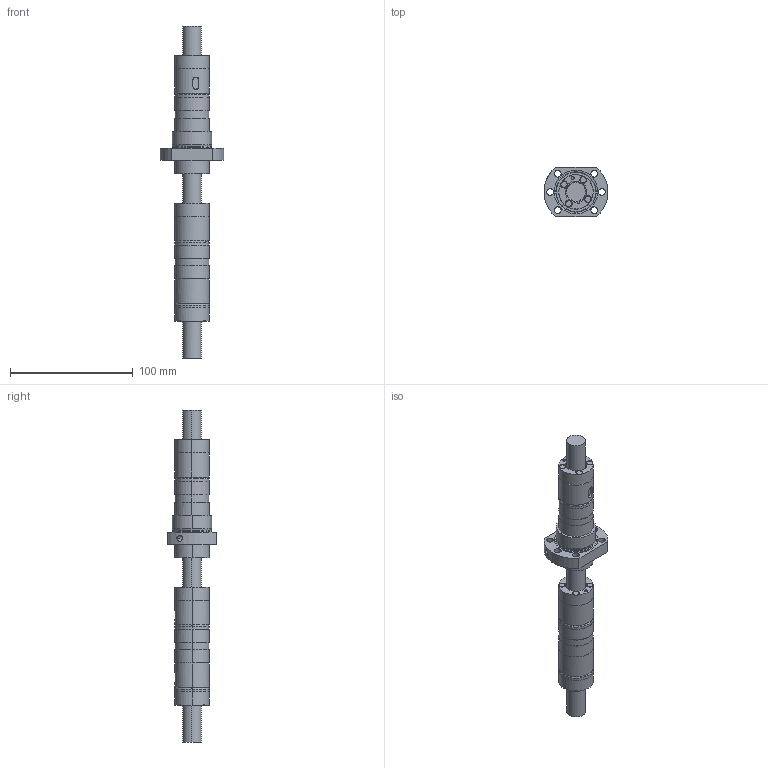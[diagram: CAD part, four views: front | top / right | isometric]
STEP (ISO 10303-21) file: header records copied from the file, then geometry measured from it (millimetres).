
FILE_DESCRIPTION(('Creo Elements/Direct Modeling STEP Export'),'2;1');
FILE_NAME('HSB-KGT-MM-1610RH-2g.stp','2015-05-07T16:26:40',(''),(''),'Creo Elements/Direct Modeling STEP processor for AP214 (Solid Model)','Creo Elements/Direct Modeling 18.1F 24-Jul-2014 (C) Parametric Technology GmbH','');
FILE_SCHEMA(('AUTOMOTIVE_DESIGN { 1 0 10303 214 1 1 1 1 }'));
Length unit declared in the file: millimetre
Products named in the file (3): HSB-KGM-FM-1610RH-2g_24048; HSB-KGM-MM-1610RH-1g_23081; HSB-KGS-1610RH-2g-T7_23871
Bounding box: 51.83 x 40 x 270 mm (x, y, z)
Volume: 144378.4 mm3; surface area: 46008.9 mm2
Topology: 3 solids, 3 shells, 254 faces, 744 edges, 516 vertices
Faces by surface type: cylinder 132, plane 66, cone 48, torus 8
Entity records: 16231 total; most frequent: CARTESIAN_POINT 8068, ORIENTED_EDGE 1480, DIRECTION 1090, EDGE_CURVE 740, VERTEX_POINT 516, AXIS2_PLACEMENT_3D 452, EDGE_LOOP 294, COLOUR_RGB 257
